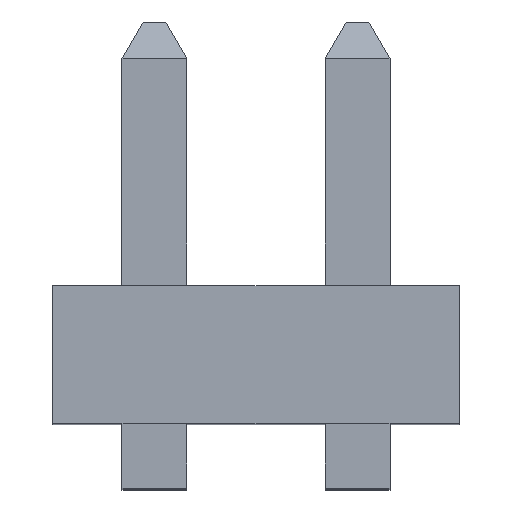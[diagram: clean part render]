
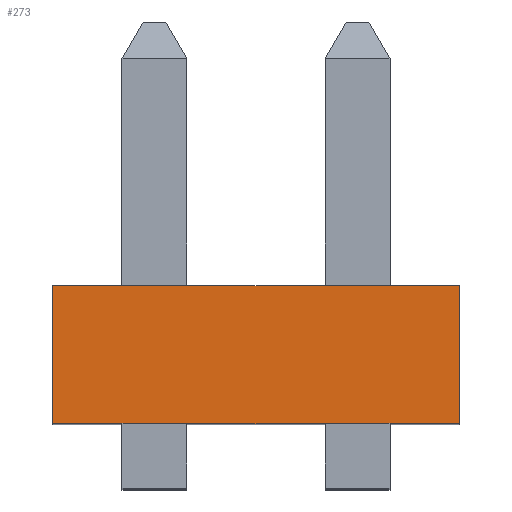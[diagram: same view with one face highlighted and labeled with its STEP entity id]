
A CAD part, top view. The second image highlights one B-rep face of the part: STEP entity #273.
In plain terms, the highlighted planar face has unit normal (0, 0, 1).
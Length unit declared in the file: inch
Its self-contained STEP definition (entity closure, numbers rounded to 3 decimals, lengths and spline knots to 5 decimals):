
#273 = ADVANCED_FACE( '', ( #510 ), #511, .F. );
#510 = FACE_OUTER_BOUND( '', #728, .T. );
#511 = PLANE( '', #729 );
#728 = EDGE_LOOP( '', ( #1290, #1291, #1292, #1293 ) );
#729 = AXIS2_PLACEMENT_3D( '', #1294, #1295, #1296 );
#1290 = ORIENTED_EDGE( '', *, *, #1585, .T. );
#1291 = ORIENTED_EDGE( '', *, *, #1418, .F. );
#1292 = ORIENTED_EDGE( '', *, *, #1408, .F. );
#1293 = ORIENTED_EDGE( '', *, *, #1413, .T. );
#1294 = CARTESIAN_POINT( '', ( -0.05, 0.034, 0.0675 ) );
#1295 = DIRECTION( '', ( 0., 0., -1. ) );
#1296 = DIRECTION( '', ( -1., 0., 0. ) );
#1408 = EDGE_CURVE( '', #1678, #1680, #1681, .T. );
#1413 = EDGE_CURVE( '', #1678, #1687, #1689, .T. );
#1418 = EDGE_CURVE( '', #1680, #1692, #1696, .T. );
#1585 = EDGE_CURVE( '', #1687, #1692, #1930, .T. );
#1678 = VERTEX_POINT( '', #2054 );
#1680 = VERTEX_POINT( '', #2057 );
#1681 = LINE( '', #2058, #2059 );
#1687 = VERTEX_POINT( '', #2067 );
#1689 = LINE( '', #2070, #2071 );
#1692 = VERTEX_POINT( '', #2075 );
#1696 = LINE( '', #2081, #2082 );
#1930 = LINE( '', #2425, #2426 );
#2054 = CARTESIAN_POINT( '', ( -0.05, 0.034, 0.0675 ) );
#2057 = CARTESIAN_POINT( '', ( 0.05, 0.034, 0.0675 ) );
#2058 = CARTESIAN_POINT( '', ( -0.05, 0.034, 0.0675 ) );
#2059 = VECTOR( '', #2493, 39.37008 );
#2067 = CARTESIAN_POINT( '', ( -0.05, 0., 0.0675 ) );
#2070 = CARTESIAN_POINT( '', ( -0.05, 0.034, 0.0675 ) );
#2071 = VECTOR( '', #2497, 39.37008 );
#2075 = CARTESIAN_POINT( '', ( 0.05, 0., 0.0675 ) );
#2081 = CARTESIAN_POINT( '', ( 0.05, 0.034, 0.0675 ) );
#2082 = VECTOR( '', #2501, 39.37008 );
#2425 = CARTESIAN_POINT( '', ( -0.05, 0., 0.0675 ) );
#2426 = VECTOR( '', #2647, 39.37008 );
#2493 = DIRECTION( '', ( 1., 0., 0. ) );
#2497 = DIRECTION( '', ( 0., -1., 0. ) );
#2501 = DIRECTION( '', ( 0., -1., 0. ) );
#2647 = DIRECTION( '', ( 1., 0., 0. ) );
